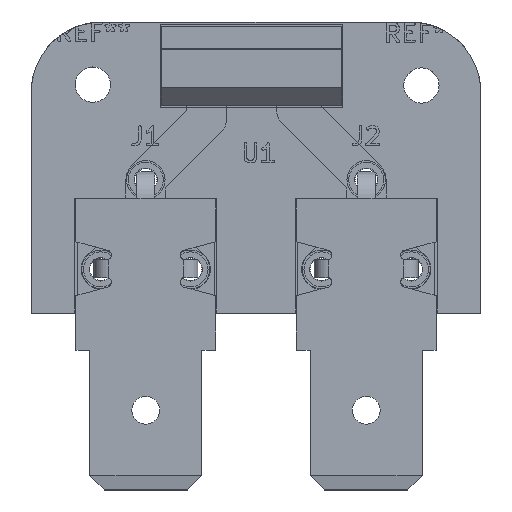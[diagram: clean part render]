
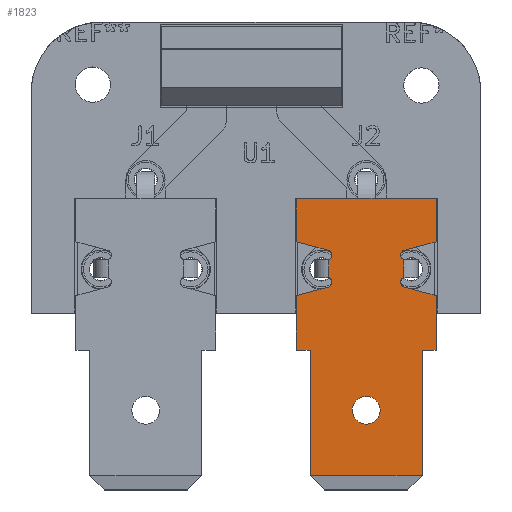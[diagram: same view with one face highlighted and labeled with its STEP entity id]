
A CAD part, top view. The second image highlights one B-rep face of the part: STEP entity #1823.
In plain terms, the highlighted face is planar.
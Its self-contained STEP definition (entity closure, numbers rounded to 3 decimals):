
#1702 = VERTEX_POINT('',#1703);
#1703 = CARTESIAN_POINT('',(-11.989,0.813,-0.787));
#1721 = VERTEX_POINT('',#1722);
#1722 = CARTESIAN_POINT('',(-11.989,0.813,0.787));
#1728 = EDGE_CURVE('',#1702,#1721,#1729,.T.);
#1729 = CIRCLE('',#1730,0.787);
#1730 = AXIS2_PLACEMENT_3D('',#1731,#1732,#1733);
#1731 = CARTESIAN_POINT('',(-11.989,0.813,0.));
#1732 = DIRECTION('',(0.,1.,0.));
#1733 = DIRECTION('',(0.,-0.,1.));
#1744 = VERTEX_POINT('',#1745);
#1745 = CARTESIAN_POINT('',(-2.921,0.813,2.154));
#1763 = VERTEX_POINT('',#1764);
#1764 = CARTESIAN_POINT('',(-3.191,0.813,1.947));
#1770 = EDGE_CURVE('',#1763,#1744,#1771,.T.);
#1771 = CIRCLE('',#1772,0.279);
#1772 = AXIS2_PLACEMENT_3D('',#1773,#1774,#1775);
#1773 = CARTESIAN_POINT('',(-3.191,0.813,2.226));
#1774 = DIRECTION('',(0.,-1.,0.));
#1775 = DIRECTION('',(0.,0.,1.));
#1786 = VERTEX_POINT('',#1787);
#1787 = CARTESIAN_POINT('',(-4.47,0.813,2.134));
#1805 = VERTEX_POINT('',#1806);
#1806 = CARTESIAN_POINT('',(-4.734,0.813,1.947));
#1812 = EDGE_CURVE('',#1805,#1786,#1813,.T.);
#1813 = CIRCLE('',#1814,0.279);
#1814 = AXIS2_PLACEMENT_3D('',#1815,#1816,#1817);
#1815 = CARTESIAN_POINT('',(-4.734,0.813,2.226));
#1816 = DIRECTION('',(-0.,-1.,0.));
#1817 = DIRECTION('',(-0.,0.,-1.));
#1823 = ADVANCED_FACE('',(#1824,#2020),#2030,.T.);
#1824 = FACE_BOUND('',#1825,.T.);
#1825 = EDGE_LOOP('',(#1826,#1836,#1844,#1852,#1860,#1868,#1876,#1883,
    #1884,#1892,#1899,#1900,#1908,#1916,#1924,#1932,#1940,#1948,#1956,
    #1964,#1972,#1981,#1989,#1998,#2006,#2014));
#1826 = ORIENTED_EDGE('',*,*,#1827,.T.);
#1827 = EDGE_CURVE('',#1828,#1830,#1832,.T.);
#1828 = VERTEX_POINT('',#1829);
#1829 = CARTESIAN_POINT('',(-8.585,0.813,-3.175));
#1830 = VERTEX_POINT('',#1831);
#1831 = CARTESIAN_POINT('',(-15.697,0.813,-3.175));
#1832 = LINE('',#1833,#1834);
#1833 = CARTESIAN_POINT('',(-15.697,0.813,-3.175));
#1834 = VECTOR('',#1835,1.);
#1835 = DIRECTION('',(-1.,-0.,-0.));
#1836 = ORIENTED_EDGE('',*,*,#1837,.T.);
#1837 = EDGE_CURVE('',#1830,#1838,#1840,.T.);
#1838 = VERTEX_POINT('',#1839);
#1839 = CARTESIAN_POINT('',(-15.697,0.813,3.175));
#1840 = LINE('',#1841,#1842);
#1841 = CARTESIAN_POINT('',(-15.697,0.813,2.362));
#1842 = VECTOR('',#1843,1.);
#1843 = DIRECTION('',(0.,0.,1.));
#1844 = ORIENTED_EDGE('',*,*,#1845,.T.);
#1845 = EDGE_CURVE('',#1838,#1846,#1848,.T.);
#1846 = VERTEX_POINT('',#1847);
#1847 = CARTESIAN_POINT('',(-8.585,0.813,3.175));
#1848 = LINE('',#1849,#1850);
#1849 = CARTESIAN_POINT('',(-15.697,0.813,3.175));
#1850 = VECTOR('',#1851,1.);
#1851 = DIRECTION('',(1.,0.,0.));
#1852 = ORIENTED_EDGE('',*,*,#1853,.T.);
#1853 = EDGE_CURVE('',#1846,#1854,#1856,.T.);
#1854 = VERTEX_POINT('',#1855);
#1855 = CARTESIAN_POINT('',(-8.585,0.813,3.962));
#1856 = LINE('',#1857,#1858);
#1857 = CARTESIAN_POINT('',(-8.585,0.813,3.175));
#1858 = VECTOR('',#1859,1.);
#1859 = DIRECTION('',(0.,0.,1.));
#1860 = ORIENTED_EDGE('',*,*,#1861,.T.);
#1861 = EDGE_CURVE('',#1854,#1862,#1864,.T.);
#1862 = VERTEX_POINT('',#1863);
#1863 = CARTESIAN_POINT('',(-5.489,0.813,3.962));
#1864 = LINE('',#1865,#1866);
#1865 = CARTESIAN_POINT('',(-8.585,0.813,3.962));
#1866 = VECTOR('',#1867,1.);
#1867 = DIRECTION('',(1.,0.,0.));
#1868 = ORIENTED_EDGE('',*,*,#1869,.T.);
#1869 = EDGE_CURVE('',#1862,#1870,#1872,.T.);
#1870 = VERTEX_POINT('',#1871);
#1871 = CARTESIAN_POINT('',(-5.004,0.813,2.154));
#1872 = LINE('',#1873,#1874);
#1873 = CARTESIAN_POINT('',(-5.489,0.813,3.962));
#1874 = VECTOR('',#1875,1.);
#1875 = DIRECTION('',(0.259,0.,-0.966));
#1876 = ORIENTED_EDGE('',*,*,#1877,.T.);
#1877 = EDGE_CURVE('',#1870,#1805,#1878,.T.);
#1878 = CIRCLE('',#1879,0.279);
#1879 = AXIS2_PLACEMENT_3D('',#1880,#1881,#1882);
#1880 = CARTESIAN_POINT('',(-4.734,0.813,2.226));
#1881 = DIRECTION('',(-0.,-1.,0.));
#1882 = DIRECTION('',(-0.,0.,-1.));
#1883 = ORIENTED_EDGE('',*,*,#1812,.T.);
#1884 = ORIENTED_EDGE('',*,*,#1885,.T.);
#1885 = EDGE_CURVE('',#1786,#1886,#1888,.T.);
#1886 = VERTEX_POINT('',#1887);
#1887 = CARTESIAN_POINT('',(-3.454,0.813,2.134));
#1888 = LINE('',#1889,#1890);
#1889 = CARTESIAN_POINT('',(-4.47,0.813,2.134));
#1890 = VECTOR('',#1891,1.);
#1891 = DIRECTION('',(1.,0.,0.));
#1892 = ORIENTED_EDGE('',*,*,#1893,.T.);
#1893 = EDGE_CURVE('',#1886,#1763,#1894,.T.);
#1894 = CIRCLE('',#1895,0.279);
#1895 = AXIS2_PLACEMENT_3D('',#1896,#1897,#1898);
#1896 = CARTESIAN_POINT('',(-3.191,0.813,2.226));
#1897 = DIRECTION('',(0.,-1.,0.));
#1898 = DIRECTION('',(0.,0.,1.));
#1899 = ORIENTED_EDGE('',*,*,#1770,.T.);
#1900 = ORIENTED_EDGE('',*,*,#1901,.T.);
#1901 = EDGE_CURVE('',#1744,#1902,#1904,.T.);
#1902 = VERTEX_POINT('',#1903);
#1903 = CARTESIAN_POINT('',(-2.436,0.813,3.962));
#1904 = LINE('',#1905,#1906);
#1905 = CARTESIAN_POINT('',(-2.436,0.813,3.962));
#1906 = VECTOR('',#1907,1.);
#1907 = DIRECTION('',(0.259,-0.,0.966));
#1908 = ORIENTED_EDGE('',*,*,#1909,.T.);
#1909 = EDGE_CURVE('',#1902,#1910,#1912,.T.);
#1910 = VERTEX_POINT('',#1911);
#1911 = CARTESIAN_POINT('',(0.,0.813,3.962));
#1912 = LINE('',#1913,#1914);
#1913 = CARTESIAN_POINT('',(0.,0.813,3.962));
#1914 = VECTOR('',#1915,1.);
#1915 = DIRECTION('',(1.,-0.,0.));
#1916 = ORIENTED_EDGE('',*,*,#1917,.T.);
#1917 = EDGE_CURVE('',#1910,#1918,#1920,.T.);
#1918 = VERTEX_POINT('',#1919);
#1919 = CARTESIAN_POINT('',(0.,0.813,0.508));
#1920 = LINE('',#1921,#1922);
#1921 = CARTESIAN_POINT('',(0.,0.813,3.962));
#1922 = VECTOR('',#1923,1.);
#1923 = DIRECTION('',(0.,0.,-1.));
#1924 = ORIENTED_EDGE('',*,*,#1925,.T.);
#1925 = EDGE_CURVE('',#1918,#1926,#1928,.T.);
#1926 = VERTEX_POINT('',#1927);
#1927 = CARTESIAN_POINT('',(0.025,0.813,0.508));
#1928 = LINE('',#1929,#1930);
#1929 = CARTESIAN_POINT('',(0.,0.813,0.508));
#1930 = VECTOR('',#1931,1.);
#1931 = DIRECTION('',(1.,0.,0.));
#1932 = ORIENTED_EDGE('',*,*,#1933,.T.);
#1933 = EDGE_CURVE('',#1926,#1934,#1936,.T.);
#1934 = VERTEX_POINT('',#1935);
#1935 = CARTESIAN_POINT('',(0.025,0.813,-0.508));
#1936 = LINE('',#1937,#1938);
#1937 = CARTESIAN_POINT('',(0.025,0.813,-0.508));
#1938 = VECTOR('',#1939,1.);
#1939 = DIRECTION('',(0.,-0.,-1.));
#1940 = ORIENTED_EDGE('',*,*,#1941,.T.);
#1941 = EDGE_CURVE('',#1934,#1942,#1944,.T.);
#1942 = VERTEX_POINT('',#1943);
#1943 = CARTESIAN_POINT('',(0.,0.813,-0.508));
#1944 = LINE('',#1945,#1946);
#1945 = CARTESIAN_POINT('',(0.,0.813,-0.508));
#1946 = VECTOR('',#1947,1.);
#1947 = DIRECTION('',(-1.,-0.,0.));
#1948 = ORIENTED_EDGE('',*,*,#1949,.T.);
#1949 = EDGE_CURVE('',#1942,#1950,#1952,.T.);
#1950 = VERTEX_POINT('',#1951);
#1951 = CARTESIAN_POINT('',(0.,0.813,-3.962));
#1952 = LINE('',#1953,#1954);
#1953 = CARTESIAN_POINT('',(0.,0.813,-0.508));
#1954 = VECTOR('',#1955,1.);
#1955 = DIRECTION('',(0.,0.,-1.));
#1956 = ORIENTED_EDGE('',*,*,#1957,.T.);
#1957 = EDGE_CURVE('',#1950,#1958,#1960,.T.);
#1958 = VERTEX_POINT('',#1959);
#1959 = CARTESIAN_POINT('',(-2.436,0.813,-3.962));
#1960 = LINE('',#1961,#1962);
#1961 = CARTESIAN_POINT('',(0.,0.813,-3.962));
#1962 = VECTOR('',#1963,1.);
#1963 = DIRECTION('',(-1.,0.,0.));
#1964 = ORIENTED_EDGE('',*,*,#1965,.T.);
#1965 = EDGE_CURVE('',#1958,#1966,#1968,.T.);
#1966 = VERTEX_POINT('',#1967);
#1967 = CARTESIAN_POINT('',(-2.921,0.813,-2.154));
#1968 = LINE('',#1969,#1970);
#1969 = CARTESIAN_POINT('',(-2.436,0.813,-3.962));
#1970 = VECTOR('',#1971,1.);
#1971 = DIRECTION('',(-0.259,0.,0.966));
#1972 = ORIENTED_EDGE('',*,*,#1973,.T.);
#1973 = EDGE_CURVE('',#1966,#1974,#1976,.T.);
#1974 = VERTEX_POINT('',#1975);
#1975 = CARTESIAN_POINT('',(-3.454,0.813,-2.134));
#1976 = CIRCLE('',#1977,0.279);
#1977 = AXIS2_PLACEMENT_3D('',#1978,#1979,#1980);
#1978 = CARTESIAN_POINT('',(-3.191,0.813,-2.226));
#1979 = DIRECTION('',(-0.,-1.,0.));
#1980 = DIRECTION('',(-0.,0.,-1.));
#1981 = ORIENTED_EDGE('',*,*,#1982,.T.);
#1982 = EDGE_CURVE('',#1974,#1983,#1985,.T.);
#1983 = VERTEX_POINT('',#1984);
#1984 = CARTESIAN_POINT('',(-4.47,0.813,-2.134));
#1985 = LINE('',#1986,#1987);
#1986 = CARTESIAN_POINT('',(-4.47,0.813,-2.134));
#1987 = VECTOR('',#1988,1.);
#1988 = DIRECTION('',(-1.,-0.,-0.));
#1989 = ORIENTED_EDGE('',*,*,#1990,.T.);
#1990 = EDGE_CURVE('',#1983,#1991,#1993,.T.);
#1991 = VERTEX_POINT('',#1992);
#1992 = CARTESIAN_POINT('',(-5.004,0.813,-2.154));
#1993 = CIRCLE('',#1994,0.279);
#1994 = AXIS2_PLACEMENT_3D('',#1995,#1996,#1997);
#1995 = CARTESIAN_POINT('',(-4.734,0.813,-2.226));
#1996 = DIRECTION('',(0.,-1.,0.));
#1997 = DIRECTION('',(0.,0.,1.));
#1998 = ORIENTED_EDGE('',*,*,#1999,.T.);
#1999 = EDGE_CURVE('',#1991,#2000,#2002,.T.);
#2000 = VERTEX_POINT('',#2001);
#2001 = CARTESIAN_POINT('',(-5.489,0.813,-3.962));
#2002 = LINE('',#2003,#2004);
#2003 = CARTESIAN_POINT('',(-5.489,0.813,-3.962));
#2004 = VECTOR('',#2005,1.);
#2005 = DIRECTION('',(-0.259,-0.,-0.966));
#2006 = ORIENTED_EDGE('',*,*,#2007,.T.);
#2007 = EDGE_CURVE('',#2000,#2008,#2010,.T.);
#2008 = VERTEX_POINT('',#2009);
#2009 = CARTESIAN_POINT('',(-8.585,0.813,-3.962));
#2010 = LINE('',#2011,#2012);
#2011 = CARTESIAN_POINT('',(-8.585,0.813,-3.962));
#2012 = VECTOR('',#2013,1.);
#2013 = DIRECTION('',(-1.,-0.,0.));
#2014 = ORIENTED_EDGE('',*,*,#2015,.T.);
#2015 = EDGE_CURVE('',#2008,#1828,#2016,.T.);
#2016 = LINE('',#2017,#2018);
#2017 = CARTESIAN_POINT('',(-8.585,0.813,-3.175));
#2018 = VECTOR('',#2019,1.);
#2019 = DIRECTION('',(0.,-0.,1.));
#2020 = FACE_BOUND('',#2021,.T.);
#2021 = EDGE_LOOP('',(#2022,#2023));
#2022 = ORIENTED_EDGE('',*,*,#1728,.F.);
#2023 = ORIENTED_EDGE('',*,*,#2024,.F.);
#2024 = EDGE_CURVE('',#1721,#1702,#2025,.T.);
#2025 = CIRCLE('',#2026,0.787);
#2026 = AXIS2_PLACEMENT_3D('',#2027,#2028,#2029);
#2027 = CARTESIAN_POINT('',(-11.989,0.813,0.));
#2028 = DIRECTION('',(0.,1.,0.));
#2029 = DIRECTION('',(0.,-0.,1.));
#2030 = PLANE('',#2031);
#2031 = AXIS2_PLACEMENT_3D('',#2032,#2033,#2034);
#2032 = CARTESIAN_POINT('',(-4.734,0.813,-2.226));
#2033 = DIRECTION('',(0.,1.,0.));
#2034 = DIRECTION('',(0.,-0.,1.));
